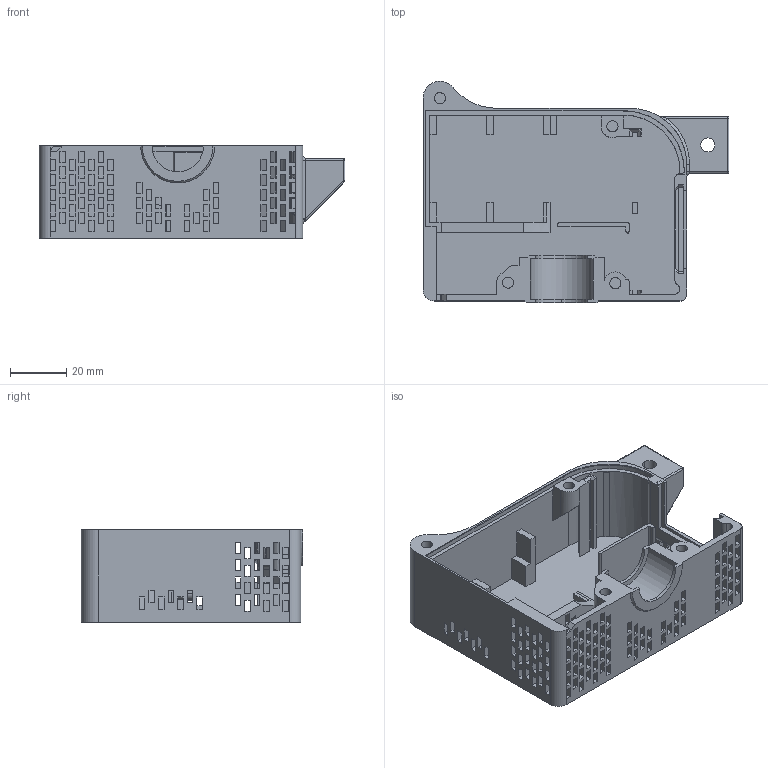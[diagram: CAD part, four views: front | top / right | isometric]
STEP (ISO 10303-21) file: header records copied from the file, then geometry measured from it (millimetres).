
FILE_DESCRIPTION (( 'STEP AP214' ), '1' );
FILE_NAME ('Body_Drawing_Left.STEP', '2023-02-09T02:58:04', ( '' ), ( '' ), 'SwSTEP 2.0', 'SolidWorks 2023', '' );
FILE_SCHEMA (( 'AUTOMOTIVE_DESIGN' ));
Length unit declared in the file: millimetre
Products named in the file (1): Body_Drawing_Left
Bounding box: 108.65 x 78.59 x 32.7 mm (x, y, z)
Volume: 52414.9 mm3; surface area: 42957.5 mm2
Topology: 1 solids, 1 shells, 920 faces, 2755 edges, 1812 vertices
Faces by surface type: plane 759, bspline 101, cylinder 51, sphere 5, cone 4
Entity records: 34951 total; most frequent: CARTESIAN_POINT 10419, ORIENTED_EDGE 5502, DIRECTION 4258, EDGE_CURVE 2751, LINE 2376, VECTOR 2376, VERTEX_POINT 1812, EDGE_LOOP 1171
